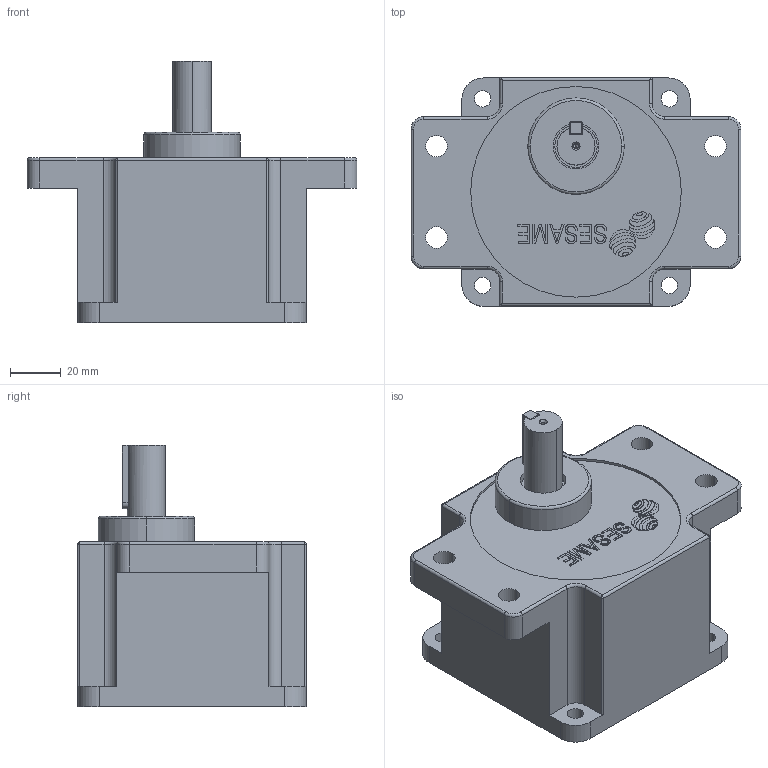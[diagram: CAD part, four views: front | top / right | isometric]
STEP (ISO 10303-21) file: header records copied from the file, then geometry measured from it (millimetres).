
FILE_DESCRIPTION (( 'STEP AP203' ), '1' );
FILE_NAME ('5GX¡¼K.STEP', '2015-12-09T03:35:57', ( 'SE' ), ( 'SE' ), 'SwSTEP 2.0', 'SolidWorks 2010', '' );
FILE_SCHEMA (( 'CONFIG_CONTROL_DESIGN' ));
Length unit declared in the file: millimetre
Products named in the file (5): 側板成品(簡易); 5x5xL_25L; 5GX〖K; G583-U新; 1715-2A_5.成品
Assembly tree (4 placements, depth 2):
  5GX〖K
    G583-U新
    1715-2A_5.成品
    側板成品(簡易)
    5x5xL_25L
Bounding box: 130 x 90 x 103 mm (x, y, z)
Volume: 481821.9 mm3; surface area: 68138.5 mm2
Topology: 4 solids, 4 shells, 509 faces, 1299 edges, 810 vertices
Faces by surface type: cylinder 246, plane 152, bspline 49, torus 36, cone 26
Entity records: 18929 total; most frequent: CARTESIAN_POINT 6250, ORIENTED_EDGE 2562, DIRECTION 2530, EDGE_CURVE 1281, AXIS2_PLACEMENT_3D 934, VERTEX_POINT 810, VECTOR 662, LINE 662
